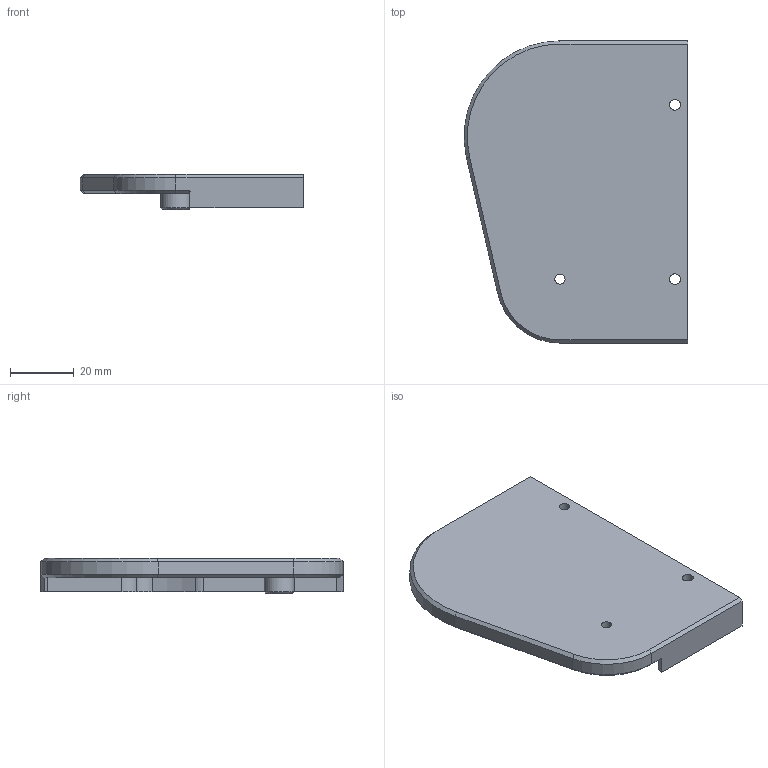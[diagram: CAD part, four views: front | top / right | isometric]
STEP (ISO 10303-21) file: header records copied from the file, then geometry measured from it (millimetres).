
FILE_DESCRIPTION(/* description */ (''),/* implementation_level */ '2;1');
FILE_NAME(/* name */ 'case2.stp',/* time_stamp */ '2022-05-02T15:53:26+02:00',/* author */ ('ruben'),/* organization */ (''),/* preprocessor_version */ 'ST-DEVELOPER v18.1',/* originating_system */ 'Autodesk Inventor 2022',/* authorisation */ '');
FILE_SCHEMA (('AUTOMOTIVE_DESIGN { 1 0 10303 214 3 1 1 }'));
Length unit declared in the file: millimetre
Products named in the file (1): Gehäuse Deckel
Bounding box: 69.94 x 94.6 x 11 mm (x, y, z)
Volume: 38959.8 mm3; surface area: 15145.8 mm2
Topology: 1 solids, 1 shells, 36 faces, 91 edges, 58 vertices
Faces by surface type: plane 21, cylinder 10, cone 5
Full cylindrical faces by diameter (mm): 3.2 x1, 3.4 x2, 9.4 x1
Entity records: 1130 total; most frequent: DIRECTION 191, CARTESIAN_POINT 186, ORIENTED_EDGE 182, EDGE_CURVE 91, LINE 65, VECTOR 65, AXIS2_PLACEMENT_3D 63, VERTEX_POINT 58
